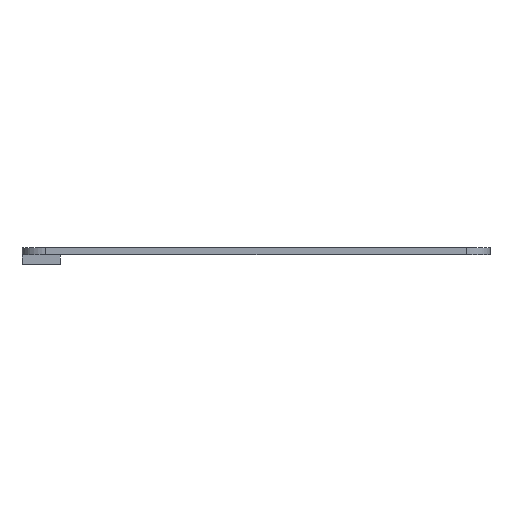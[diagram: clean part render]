
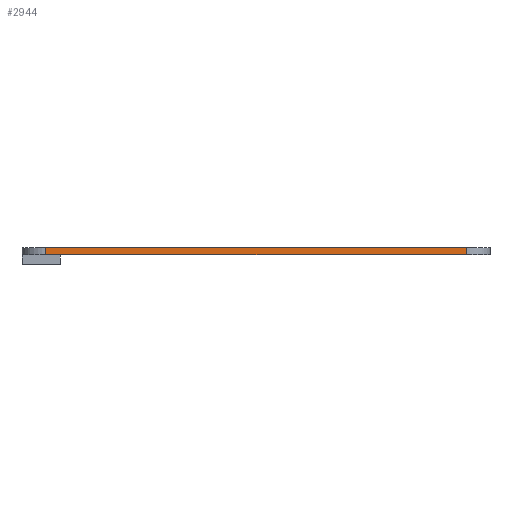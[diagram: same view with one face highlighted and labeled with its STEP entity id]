
A CAD part, left-side view. The second image highlights one B-rep face of the part: STEP entity #2944.
In plain terms, the highlighted planar face has unit normal (-1, 0, 0).
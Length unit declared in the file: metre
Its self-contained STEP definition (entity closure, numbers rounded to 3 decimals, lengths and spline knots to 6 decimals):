
#538=ORIENTED_EDGE('',*,*,#1334,.F.);
#539=ORIENTED_EDGE('',*,*,#1335,.F.);
#540=ORIENTED_EDGE('',*,*,#1332,.F.);
#541=ORIENTED_EDGE('',*,*,#1336,.F.);
#1332=EDGE_CURVE('',#1694,#1695,#1973,.T.);
#1334=EDGE_CURVE('',#1696,#1697,#1974,.T.);
#1335=EDGE_CURVE('',#1695,#1696,#1975,.T.);
#1336=EDGE_CURVE('',#1697,#1694,#1976,.T.);
#1694=VERTEX_POINT('',#4694);
#1695=VERTEX_POINT('',#4696);
#1696=VERTEX_POINT('',#4700);
#1697=VERTEX_POINT('',#4701);
#1973=LINE('',#4695,#2283);
#1974=LINE('',#4699,#2284);
#1975=LINE('',#4702,#2285);
#1976=LINE('',#4703,#2286);
#2283=VECTOR('',#3816,1.);
#2284=VECTOR('',#3821,1.);
#2285=VECTOR('',#3822,1.);
#2286=VECTOR('',#3823,1.);
#2502=EDGE_LOOP('',(#538,#539,#540,#541));
#2682=FACE_BOUND('',#2502,.T.);
#2815=PLANE('',#3191);
#2944=ADVANCED_FACE('',(#2682),#2815,.T.);
#3191=AXIS2_PLACEMENT_3D('',#4698,#3819,#3820);
#3816=DIRECTION('',(0.,0.,-1.));
#3819=DIRECTION('',(-1.,0.,0.));
#3820=DIRECTION('',(0.,-1.,0.));
#3821=DIRECTION('',(0.,0.,1.));
#3822=DIRECTION('',(0.,1.,0.));
#3823=DIRECTION('',(0.,-1.,0.));
#4694=CARTESIAN_POINT('',(-0.01369,-0.06629,0.0015));
#4695=CARTESIAN_POINT('',(-0.01369,-0.06629,0.));
#4696=CARTESIAN_POINT('',(-0.01369,-0.06629,0.));
#4698=CARTESIAN_POINT('',(-0.01369,0.02721,0.));
#4699=CARTESIAN_POINT('',(-0.01369,0.02221,0.));
#4700=CARTESIAN_POINT('',(-0.01369,0.02221,0.));
#4701=CARTESIAN_POINT('',(-0.01369,0.02221,0.0015));
#4702=CARTESIAN_POINT('',(-0.01369,-0.07129,0.));
#4703=CARTESIAN_POINT('',(-0.01369,-0.07129,0.0015));
